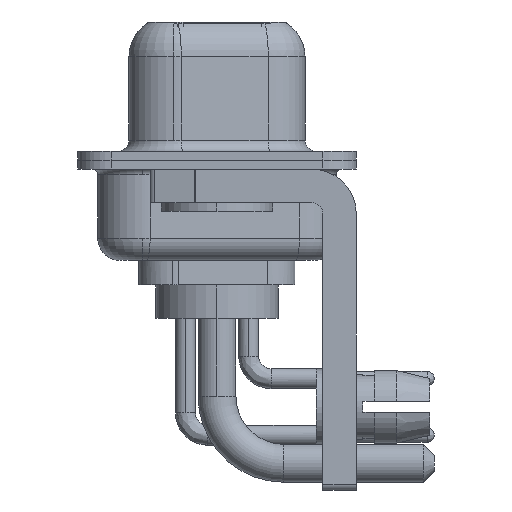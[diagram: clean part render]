
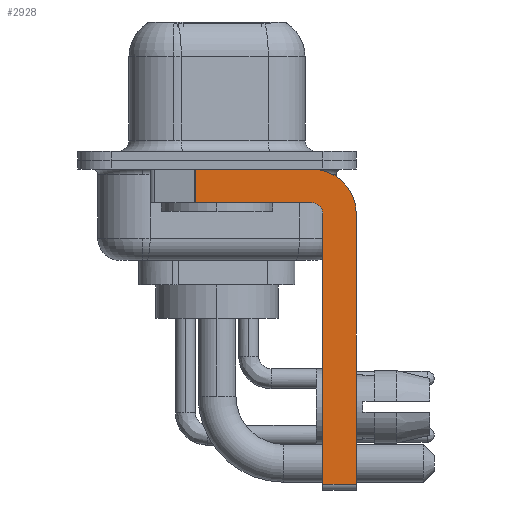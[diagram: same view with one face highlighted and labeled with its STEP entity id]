
A CAD part, left-side view. The second image highlights one B-rep face of the part: STEP entity #2928.
In plain terms, the highlighted planar face has unit normal (-1, 0, 0).
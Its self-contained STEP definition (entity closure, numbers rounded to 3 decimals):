
#66 = ORIENTED_EDGE ( 'NONE', *, *, #634, .T. ) ;
#565 = DIRECTION ( 'NONE',  ( 0., 0., -1. ) ) ;
#634 = EDGE_CURVE ( 'NONE', #5594, #10713, #3466, .T. ) ;
#853 = VECTOR ( 'NONE', #565, 1000. ) ;
#1203 = ORIENTED_EDGE ( 'NONE', *, *, #8374, .F. ) ;
#1305 = AXIS2_PLACEMENT_3D ( 'NONE', #13538, #10585, #14818 ) ;
#1452 = CIRCLE ( 'NONE', #7147, 0.5 ) ;
#1720 = VERTEX_POINT ( 'NONE', #1906 ) ;
#1744 = EDGE_CURVE ( 'NONE', #18691, #9397, #12522, .T. ) ;
#1906 = CARTESIAN_POINT ( 'NONE',  ( -2.9, -4.25, -1.9 ) ) ;
#2069 = CARTESIAN_POINT ( 'NONE',  ( -2.9, 0.978, -1.9 ) ) ;
#2309 = CARTESIAN_POINT ( 'NONE',  ( -2.9, -4.75, -14.55 ) ) ;
#2487 = ORIENTED_EDGE ( 'NONE', *, *, #3251, .F. ) ;
#2928 = ADVANCED_FACE ( 'NONE', ( #3134 ), #9094, .F. ) ;
#3134 = FACE_OUTER_BOUND ( 'NONE', #18187, .T. ) ;
#3251 = EDGE_CURVE ( 'NONE', #5594, #14786, #9146, .T. ) ;
#3324 = CARTESIAN_POINT ( 'NONE',  ( -2.9, -4.75, -14.8 ) ) ;
#3466 = LINE ( 'NONE', #2069, #853 ) ;
#3882 = CARTESIAN_POINT ( 'NONE',  ( -2.9, -6.25, -14.55 ) ) ;
#5406 = EDGE_CURVE ( 'NONE', #14786, #8991, #8662, .T. ) ;
#5594 = VERTEX_POINT ( 'NONE', #6899 ) ;
#5630 = LINE ( 'NONE', #11675, #14142 ) ;
#5682 = CARTESIAN_POINT ( 'NONE',  ( -2.9, -6.25, -2.4 ) ) ;
#6341 = ORIENTED_EDGE ( 'NONE', *, *, #7616, .F. ) ;
#6403 = DIRECTION ( 'NONE',  ( 0., 0., 1. ) ) ;
#6553 = CARTESIAN_POINT ( 'NONE',  ( -2.9, -4.25, -2.4 ) ) ;
#6613 = CARTESIAN_POINT ( 'NONE',  ( -2.9, 0.978, -1.9 ) ) ;
#6899 = CARTESIAN_POINT ( 'NONE',  ( -2.9, 0.978, -0.4 ) ) ;
#7072 = DIRECTION ( 'NONE',  ( 0., 0., -1. ) ) ;
#7147 = AXIS2_PLACEMENT_3D ( 'NONE', #14259, #8319, #9710 ) ;
#7616 = EDGE_CURVE ( 'NONE', #8991, #9397, #16495, .T. ) ;
#8319 = DIRECTION ( 'NONE',  ( -1., 0., 0. ) ) ;
#8340 = AXIS2_PLACEMENT_3D ( 'NONE', #6553, #15471, #12509 ) ;
#8374 = EDGE_CURVE ( 'NONE', #12698, #1720, #1452, .T. ) ;
#8662 = CIRCLE ( 'NONE', #8340, 2. ) ;
#8699 = EDGE_CURVE ( 'NONE', #1720, #10713, #5630, .T. ) ;
#8991 = VERTEX_POINT ( 'NONE', #5682 ) ;
#9094 = PLANE ( 'NONE',  #1305 ) ;
#9146 = LINE ( 'NONE', #13698, #17190 ) ;
#9174 = VECTOR ( 'NONE', #7072, 1000. ) ;
#9366 = DIRECTION ( 'NONE',  ( 0., 1., 0. ) ) ;
#9397 = VERTEX_POINT ( 'NONE', #3882 ) ;
#9710 = DIRECTION ( 'NONE',  ( 0., 0., 1. ) ) ;
#9739 = VECTOR ( 'NONE', #6403, 1000. ) ;
#10049 = CARTESIAN_POINT ( 'NONE',  ( -2.9, -6.25, -2.4 ) ) ;
#10585 = DIRECTION ( 'NONE',  ( 1., 0., 0. ) ) ;
#10713 = VERTEX_POINT ( 'NONE', #6613 ) ;
#11054 = LINE ( 'NONE', #3324, #9739 ) ;
#11127 = CARTESIAN_POINT ( 'NONE',  ( -2.9, -4.25, -0.4 ) ) ;
#11129 = EDGE_CURVE ( 'NONE', #18691, #12698, #11054, .T. ) ;
#11675 = CARTESIAN_POINT ( 'NONE',  ( -2.9, -4.25, -1.9 ) ) ;
#12324 = VECTOR ( 'NONE', #12717, 1000. ) ;
#12509 = DIRECTION ( 'NONE',  ( 0., 0., -1. ) ) ;
#12522 = LINE ( 'NONE', #18569, #12324 ) ;
#12698 = VERTEX_POINT ( 'NONE', #15613 ) ;
#12717 = DIRECTION ( 'NONE',  ( 0., -1., 0. ) ) ;
#13328 = ORIENTED_EDGE ( 'NONE', *, *, #1744, .T. ) ;
#13538 = CARTESIAN_POINT ( 'NONE',  ( -2.9, -4.25, -2.4 ) ) ;
#13600 = DIRECTION ( 'NONE',  ( 0., -1., 0. ) ) ;
#13698 = CARTESIAN_POINT ( 'NONE',  ( -2.9, 3., -0.4 ) ) ;
#14142 = VECTOR ( 'NONE', #9366, 1000. ) ;
#14259 = CARTESIAN_POINT ( 'NONE',  ( -2.9, -4.25, -2.4 ) ) ;
#14786 = VERTEX_POINT ( 'NONE', #11127 ) ;
#14818 = DIRECTION ( 'NONE',  ( 0., 0., -1. ) ) ;
#15471 = DIRECTION ( 'NONE',  ( 1., 0., 0. ) ) ;
#15613 = CARTESIAN_POINT ( 'NONE',  ( -2.9, -4.75, -2.4 ) ) ;
#16023 = ORIENTED_EDGE ( 'NONE', *, *, #5406, .F. ) ;
#16495 = LINE ( 'NONE', #10049, #9174 ) ;
#17190 = VECTOR ( 'NONE', #13600, 1000. ) ;
#18187 = EDGE_LOOP ( 'NONE', ( #2487, #66, #19567, #1203, #19562, #13328, #6341, #16023 ) ) ;
#18569 = CARTESIAN_POINT ( 'NONE',  ( -2.9, -4.25, -14.55 ) ) ;
#18691 = VERTEX_POINT ( 'NONE', #2309 ) ;
#19562 = ORIENTED_EDGE ( 'NONE', *, *, #11129, .F. ) ;
#19567 = ORIENTED_EDGE ( 'NONE', *, *, #8699, .F. ) ;
